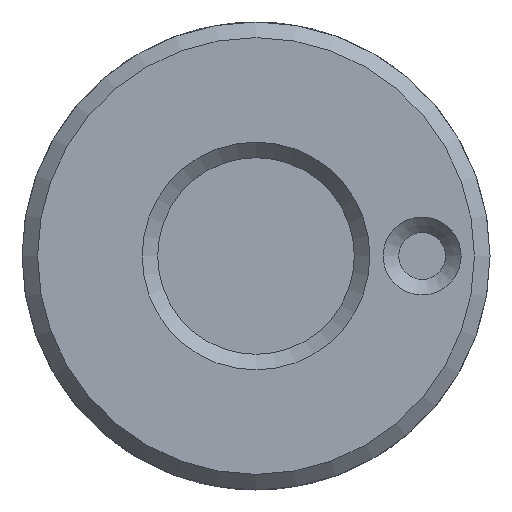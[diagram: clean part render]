
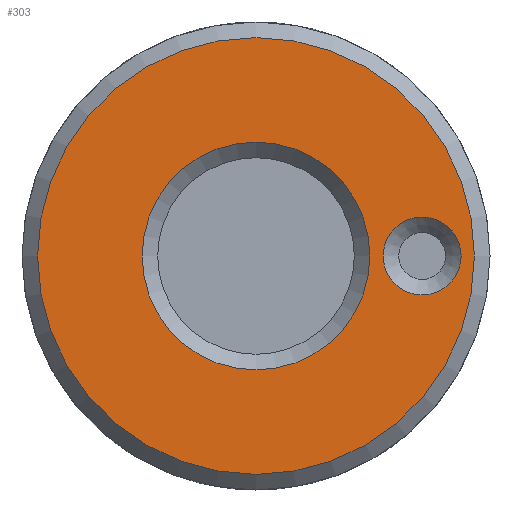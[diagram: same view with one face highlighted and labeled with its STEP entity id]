
A CAD part, left-side view. The second image highlights one B-rep face of the part: STEP entity #303.
In plain terms, the highlighted planar face has unit normal (-1, 0, 0).
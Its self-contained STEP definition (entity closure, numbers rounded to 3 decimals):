
#46=FACE_BOUND('',#74,.T.);
#47=FACE_BOUND('',#75,.T.);
#48=PLANE('',#337);
#55=FACE_OUTER_BOUND('',#73,.T.);
#73=EDGE_LOOP('',(#209));
#74=EDGE_LOOP('',(#210));
#75=EDGE_LOOP('',(#211));
#108=CIRCLE('',#335,1.25);
#110=CIRCLE('',#338,7.);
#111=CIRCLE('',#339,3.65);
#125=VERTEX_POINT('',#439);
#127=VERTEX_POINT('',#445);
#128=VERTEX_POINT('',#447);
#158=EDGE_CURVE('',#125,#125,#108,.T.);
#161=EDGE_CURVE('',#127,#127,#110,.T.);
#162=EDGE_CURVE('',#128,#128,#111,.T.);
#209=ORIENTED_EDGE('',*,*,#161,.F.);
#210=ORIENTED_EDGE('',*,*,#162,.F.);
#211=ORIENTED_EDGE('',*,*,#158,.F.);
#303=ADVANCED_FACE('',(#55,#46,#47),#48,.F.);
#335=AXIS2_PLACEMENT_3D('',#440,#369,#370);
#337=AXIS2_PLACEMENT_3D('',#444,#374,#375);
#338=AXIS2_PLACEMENT_3D('',#446,#376,#377);
#339=AXIS2_PLACEMENT_3D('',#448,#378,#379);
#369=DIRECTION('center_axis',(-1.,0.,0.));
#370=DIRECTION('ref_axis',(0.,-1.,0.));
#374=DIRECTION('center_axis',(1.,0.,0.));
#375=DIRECTION('ref_axis',(0.,1.,0.));
#376=DIRECTION('center_axis',(1.,0.,0.));
#377=DIRECTION('ref_axis',(0.,1.,0.));
#378=DIRECTION('center_axis',(-1.,0.,0.));
#379=DIRECTION('ref_axis',(0.,1.,0.));
#439=CARTESIAN_POINT('',(0.,-4.075,0.));
#440=CARTESIAN_POINT('Origin',(0.,-5.325,0.));
#444=CARTESIAN_POINT('Origin',(0.,0.,0.));
#445=CARTESIAN_POINT('',(0.,-7.,0.));
#446=CARTESIAN_POINT('Origin',(0.,0.,0.));
#447=CARTESIAN_POINT('',(0.,-3.65,0.));
#448=CARTESIAN_POINT('Origin',(0.,0.,0.));
